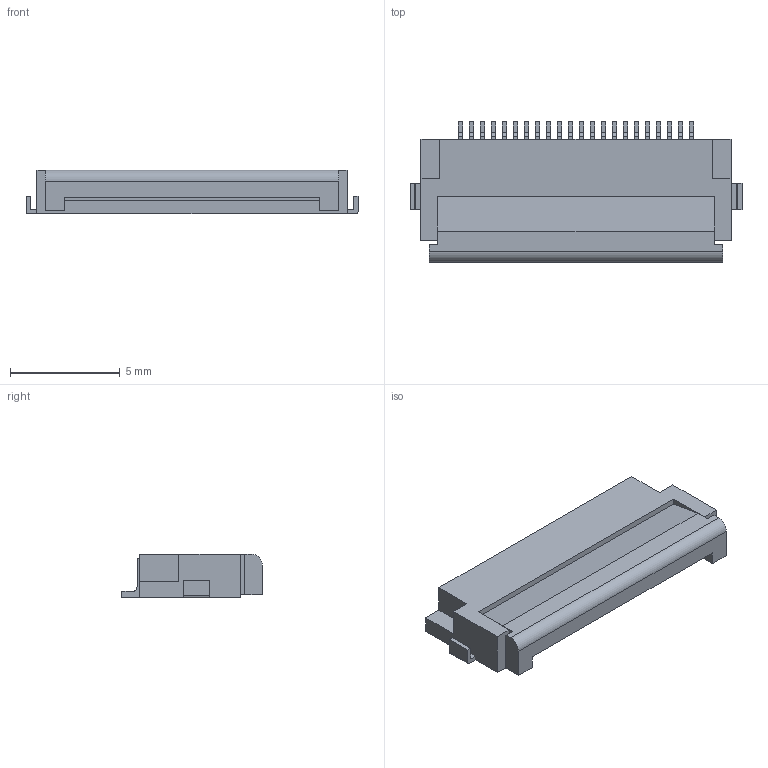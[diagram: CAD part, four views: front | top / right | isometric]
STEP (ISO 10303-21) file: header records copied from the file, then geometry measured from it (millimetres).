
FILE_DESCRIPTION(('FreeCAD Model'),'2;1');
FILE_NAME('Open CASCADE Shape Model','2023-05-11T15:12:37',(''),(''), 'Open CASCADE STEP processor 7.6','FreeCAD','Unknown');
FILE_SCHEMA(('AUTOMOTIVE_DESIGN { 1 0 10303 214 1 1 1 1 }'));
Length unit declared in the file: millimetre
Products named in the file (4): Hirose_FH12_xxS_0_5SH_Parametric_v0_1; body; lock; pins
Assembly tree (3 placements, depth 2):
  Hirose_FH12_xxS_0_5SH_Parametric_v0_1
    body
    lock
    pins
Bounding box: 15.1 x 6.4 x 2 mm (x, y, z)
Volume: 153.1 mm3; surface area: 509.2 mm2
Topology: 3 solids, 3 shells, 312 faces, 914 edges, 608 vertices
Faces by surface type: plane 281, cylinder 31
Entity records: 10282 total; most frequent: CARTESIAN_POINT 1838, ORIENTED_EDGE 1828, DIRECTION 1608, EDGE_CURVE 914, LINE 852, VECTOR 852, VERTEX_POINT 608, AXIS2_PLACEMENT_3D 378
